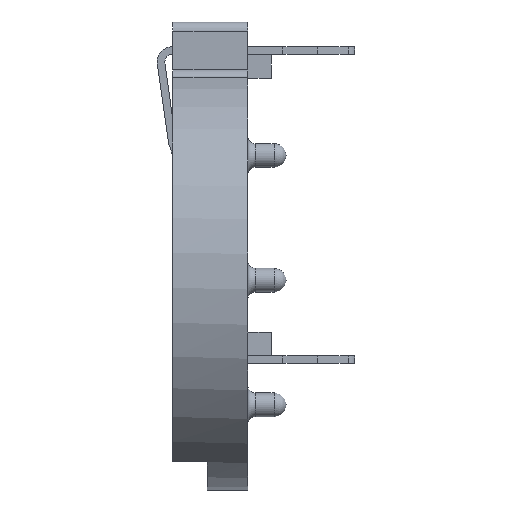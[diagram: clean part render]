
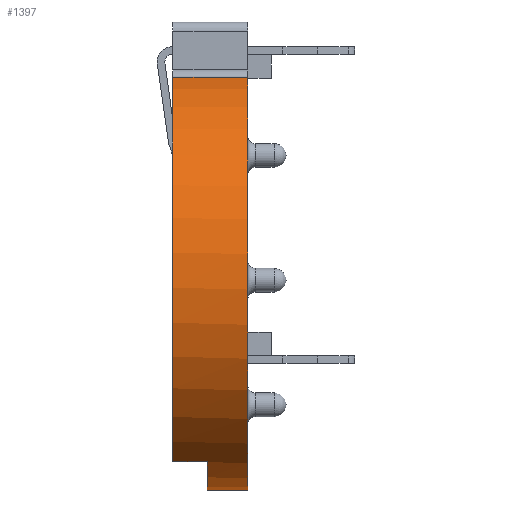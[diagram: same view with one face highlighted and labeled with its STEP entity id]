
A CAD part, left-side view. The second image highlights one B-rep face of the part: STEP entity #1397.
In plain terms, the highlighted cylindrical face has radius 13.881 mm (diameter 27.762 mm), a partial arc.
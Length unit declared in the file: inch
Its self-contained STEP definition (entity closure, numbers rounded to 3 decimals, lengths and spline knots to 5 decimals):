
#1320 = ORIENTED_EDGE ( 'NONE', *, *, #1321, .T. ) ;
#1321 = EDGE_CURVE ( 'NONE', #1435, #1423, #6131, .T. ) ;
#1397 = ADVANCED_FACE ( 'NONE', ( #6385 ), #6383, .T. ) ;
#1398 = EDGE_LOOP ( 'NONE', ( #1399, #1424, #1427, #1430, #1433, #1320 ) ) ;
#1399 = ORIENTED_EDGE ( 'NONE', *, *, #1400, .F. ) ;
#1400 = EDGE_CURVE ( 'NONE', #1422, #1423, #6384, .T. ) ;
#1422 = VERTEX_POINT ( 'NONE', #6400 ) ;
#1423 = VERTEX_POINT ( 'NONE', #6399 ) ;
#1424 = ORIENTED_EDGE ( 'NONE', *, *, #1425, .T. ) ;
#1425 = EDGE_CURVE ( 'NONE', #1422, #1426, #6398, .T. ) ;
#1426 = VERTEX_POINT ( 'NONE', #6394 ) ;
#1427 = ORIENTED_EDGE ( 'NONE', *, *, #1428, .T. ) ;
#1428 = EDGE_CURVE ( 'NONE', #1426, #1429, #7061, .T. ) ;
#1429 = VERTEX_POINT ( 'NONE', #1670 ) ;
#1430 = ORIENTED_EDGE ( 'NONE', *, *, #1431, .F. ) ;
#1431 = EDGE_CURVE ( 'NONE', #1432, #1429, #1671, .T. ) ;
#1432 = VERTEX_POINT ( 'NONE', #1666 ) ;
#1433 = ORIENTED_EDGE ( 'NONE', *, *, #1434, .F. ) ;
#1434 = EDGE_CURVE ( 'NONE', #1435, #1432, #1665, .T. ) ;
#1435 = VERTEX_POINT ( 'NONE', #1660 ) ;
#1660 = CARTESIAN_POINT ( 'NONE',  ( -0.27325, 0.195, -0.47328 ) ) ;
#1661 = DIRECTION ( 'NONE',  ( 0., 0., 1. ) ) ;
#1662 = DIRECTION ( 'NONE',  ( 0., 1., 0. ) ) ;
#1663 = CARTESIAN_POINT ( 'NONE',  ( 0., 0.195, 0. ) ) ;
#1664 = AXIS2_PLACEMENT_3D ( 'NONE', #1663, #1662, #1661 ) ;
#1665 = CIRCLE ( 'NONE', #1664, 0.5465 ) ;
#1666 = CARTESIAN_POINT ( 'NONE',  ( -0.13988, 0.195, 0.52829 ) ) ;
#1667 = DIRECTION ( 'NONE',  ( 0., -1., 0. ) ) ;
#1668 = VECTOR ( 'NONE', #1667, 39.37008 ) ;
#1669 = CARTESIAN_POINT ( 'NONE',  ( -0.13988, 0.195, 0.52829 ) ) ;
#1670 = CARTESIAN_POINT ( 'NONE',  ( -0.13988, 0., 0.52829 ) ) ;
#1671 = LINE ( 'NONE', #1669, #1668 ) ;
#6128 = DIRECTION ( 'NONE',  ( 0., -1., 0. ) ) ;
#6129 = VECTOR ( 'NONE', #6128, 39.37008 ) ;
#6130 = CARTESIAN_POINT ( 'NONE',  ( -0.27325, 0.195, -0.47328 ) ) ;
#6131 = LINE ( 'NONE', #6130, #6129 ) ;
#6375 = DIRECTION ( 'NONE',  ( 0., 0., 1. ) ) ;
#6376 = DIRECTION ( 'NONE',  ( 0., 1., 0. ) ) ;
#6377 = CARTESIAN_POINT ( 'NONE',  ( 0., 0.105, 0. ) ) ;
#6378 = AXIS2_PLACEMENT_3D ( 'NONE', #6377, #6376, #6375 ) ;
#6379 = DIRECTION ( 'NONE',  ( 0., 0., -1. ) ) ;
#6380 = DIRECTION ( 'NONE',  ( 0., -1., 0. ) ) ;
#6381 = CARTESIAN_POINT ( 'NONE',  ( 0., 0.195, 0. ) ) ;
#6382 = AXIS2_PLACEMENT_3D ( 'NONE', #6381, #6380, #6379 ) ;
#6383 = CYLINDRICAL_SURFACE ( 'NONE', #6382, 0.5465 ) ;
#6384 = CIRCLE ( 'NONE', #6378, 0.5465 ) ;
#6385 = FACE_OUTER_BOUND ( 'NONE', #1398, .T. ) ;
#6394 = CARTESIAN_POINT ( 'NONE',  ( 0., 0., -0.5465 ) ) ;
#6395 = DIRECTION ( 'NONE',  ( 0., -1., 0. ) ) ;
#6396 = VECTOR ( 'NONE', #6395, 39.37008 ) ;
#6397 = CARTESIAN_POINT ( 'NONE',  ( 0., 0.195, -0.5465 ) ) ;
#6398 = LINE ( 'NONE', #6397, #6396 ) ;
#6399 = CARTESIAN_POINT ( 'NONE',  ( -0.27325, 0.105, -0.47328 ) ) ;
#6400 = CARTESIAN_POINT ( 'NONE',  ( 0., 0.105, -0.5465 ) ) ;
#7059 = DIRECTION ( 'NONE',  ( 0., 0., 1. ) ) ;
#7060 = AXIS2_PLACEMENT_3D ( 'NONE', #7062, #7063, #7059 ) ;
#7061 = CIRCLE ( 'NONE', #7060, 0.5465 ) ;
#7062 = CARTESIAN_POINT ( 'NONE',  ( 0., 0., 0. ) ) ;
#7063 = DIRECTION ( 'NONE',  ( 0., 1., 0. ) ) ;
